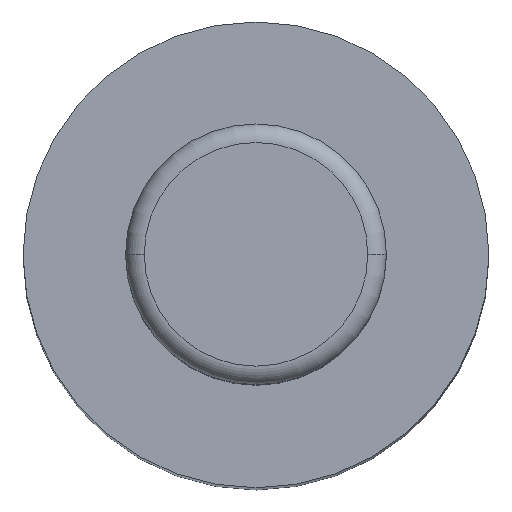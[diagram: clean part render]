
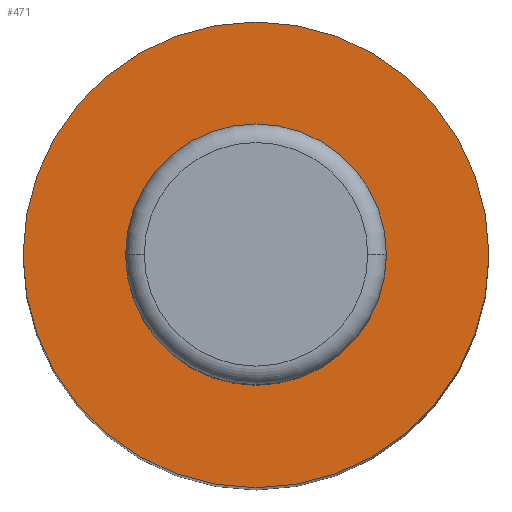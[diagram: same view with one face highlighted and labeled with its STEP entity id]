
A CAD part, top view. The second image highlights one B-rep face of the part: STEP entity #471.
In plain terms, the highlighted planar face has unit normal (0, 0, 1).
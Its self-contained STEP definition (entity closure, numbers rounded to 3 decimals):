
#38 = AXIS2_PLACEMENT_3D ( 'NONE', #791, #311, #509 ) ;
#40 = CARTESIAN_POINT ( 'NONE',  ( -12.5, 0., 68. ) ) ;
#83 = CARTESIAN_POINT ( 'NONE',  ( -7., 0., 68. ) ) ;
#103 = CARTESIAN_POINT ( 'NONE',  ( 12.5, 0., 68. ) ) ;
#109 = EDGE_CURVE ( 'NONE', #450, #597, #745, .T. ) ;
#133 = CARTESIAN_POINT ( 'NONE',  ( 0., 0., 68. ) ) ;
#137 = AXIS2_PLACEMENT_3D ( 'NONE', #322, #799, #394 ) ;
#139 = CIRCLE ( 'NONE', #137, 7. ) ;
#170 = DIRECTION ( 'NONE',  ( 0., 0., -1. ) ) ;
#205 = DIRECTION ( 'NONE',  ( -1., 0., 0. ) ) ;
#218 = VERTEX_POINT ( 'NONE', #83 ) ;
#260 = DIRECTION ( 'NONE',  ( 0., 0., -1. ) ) ;
#311 = DIRECTION ( 'NONE',  ( 0., 0., 1. ) ) ;
#322 = CARTESIAN_POINT ( 'NONE',  ( 0., 0., 68. ) ) ;
#371 = FACE_OUTER_BOUND ( 'NONE', #399, .T. ) ;
#388 = FACE_BOUND ( 'NONE', #643, .T. ) ;
#394 = DIRECTION ( 'NONE',  ( -1., 0., 0. ) ) ;
#399 = EDGE_LOOP ( 'NONE', ( #855, #577 ) ) ;
#408 = EDGE_CURVE ( 'NONE', #218, #730, #411, .T. ) ;
#410 = CARTESIAN_POINT ( 'NONE',  ( 7., 0., 68. ) ) ;
#411 = CIRCLE ( 'NONE', #469, 7. ) ;
#443 = CIRCLE ( 'NONE', #455, 12.5 ) ;
#450 = VERTEX_POINT ( 'NONE', #103 ) ;
#451 = PLANE ( 'NONE',  #38 ) ;
#455 = AXIS2_PLACEMENT_3D ( 'NONE', #670, #260, #741 ) ;
#469 = AXIS2_PLACEMENT_3D ( 'NONE', #583, #170, #651 ) ;
#471 = ADVANCED_FACE ( 'NONE', ( #388, #371 ), #451, .T. ) ;
#509 = DIRECTION ( 'NONE',  ( 1., 0., 0. ) ) ;
#570 = EDGE_CURVE ( 'NONE', #730, #218, #139, .T. ) ;
#577 = ORIENTED_EDGE ( 'NONE', *, *, #109, .F. ) ;
#583 = CARTESIAN_POINT ( 'NONE',  ( 0., 0., 68. ) ) ;
#597 = VERTEX_POINT ( 'NONE', #40 ) ;
#608 = DIRECTION ( 'NONE',  ( 0., 0., -1. ) ) ;
#612 = AXIS2_PLACEMENT_3D ( 'NONE', #133, #608, #205 ) ;
#643 = EDGE_LOOP ( 'NONE', ( #873, #775 ) ) ;
#651 = DIRECTION ( 'NONE',  ( -1., 0., 0. ) ) ;
#662 = EDGE_CURVE ( 'NONE', #597, #450, #443, .T. ) ;
#670 = CARTESIAN_POINT ( 'NONE',  ( 0., 0., 68. ) ) ;
#730 = VERTEX_POINT ( 'NONE', #410 ) ;
#741 = DIRECTION ( 'NONE',  ( -1., 0., 0. ) ) ;
#745 = CIRCLE ( 'NONE', #612, 12.5 ) ;
#775 = ORIENTED_EDGE ( 'NONE', *, *, #570, .T. ) ;
#791 = CARTESIAN_POINT ( 'NONE',  ( -7., 0., 68. ) ) ;
#799 = DIRECTION ( 'NONE',  ( 0., 0., -1. ) ) ;
#855 = ORIENTED_EDGE ( 'NONE', *, *, #662, .F. ) ;
#873 = ORIENTED_EDGE ( 'NONE', *, *, #408, .T. ) ;
